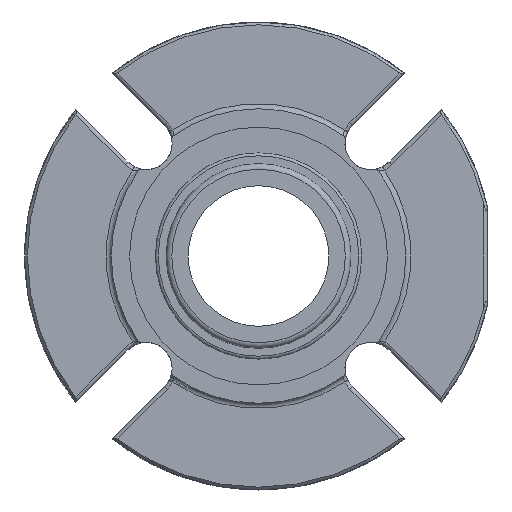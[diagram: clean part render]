
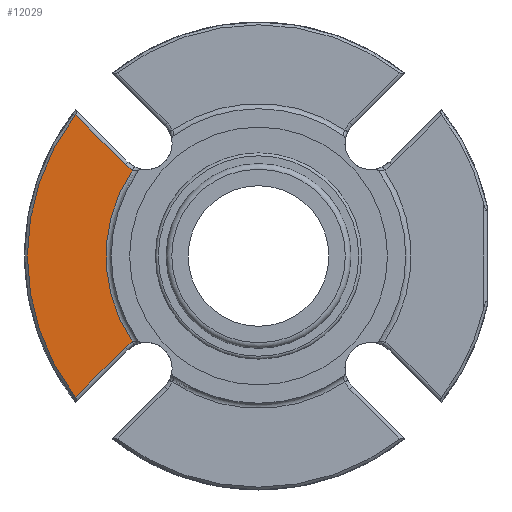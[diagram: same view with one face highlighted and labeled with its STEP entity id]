
A CAD part, left-side view. The second image highlights one B-rep face of the part: STEP entity #12029.
In plain terms, the highlighted planar face has unit normal (-1, 0, 0).
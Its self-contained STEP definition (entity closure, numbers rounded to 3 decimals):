
#562=LINE('',#20191,#1055);
#601=LINE('',#20495,#1094);
#1055=VECTOR('',#14227,1000.);
#1094=VECTOR('',#14396,1000.);
#1694=PLANE('',#12693);
#3450=ORIENTED_EDGE('',*,*,#5022,.T.);
#3451=ORIENTED_EDGE('',*,*,#5016,.F.);
#3452=ORIENTED_EDGE('',*,*,#5122,.T.);
#3453=ORIENTED_EDGE('',*,*,#5123,.T.);
#3454=ORIENTED_EDGE('',*,*,#5124,.T.);
#3455=ORIENTED_EDGE('',*,*,#5125,.T.);
#5016=EDGE_CURVE('',#5988,#5989,#6470,.T.);
#5022=EDGE_CURVE('',#5994,#5989,#562,.F.);
#5122=EDGE_CURVE('',#5988,#6063,#601,.F.);
#5123=EDGE_CURVE('',#6063,#6064,#6508,.F.);
#5124=EDGE_CURVE('',#6064,#6065,#6509,.F.);
#5125=EDGE_CURVE('',#6065,#5994,#6510,.F.);
#5988=VERTEX_POINT('',#20168);
#5989=VERTEX_POINT('',#20169);
#5994=VERTEX_POINT('',#20192);
#6063=VERTEX_POINT('',#20494);
#6064=VERTEX_POINT('',#20498);
#6065=VERTEX_POINT('',#20500);
#6470=CIRCLE('',#12625,62.611);
#6508=CIRCLE('',#12694,8.);
#6509=CIRCLE('',#12695,41.3);
#6510=CIRCLE('',#12696,8.);
#7040=EDGE_LOOP('',(#3450,#3451,#3452,#3453,#3454,#3455));
#7657=FACE_BOUND('',#7040,.T.);
#12029=ADVANCED_FACE('',(#7657),#1694,.T.);
#12625=AXIS2_PLACEMENT_3D('',#20167,#14220,#14221);
#12693=AXIS2_PLACEMENT_3D('',#20496,#14397,#14398);
#12694=AXIS2_PLACEMENT_3D('',#20497,#14399,#14400);
#12695=AXIS2_PLACEMENT_3D('',#20499,#14401,#14402);
#12696=AXIS2_PLACEMENT_3D('',#20501,#14403,#14404);
#14220=DIRECTION('',(1.,0.,0.));
#14221=DIRECTION('',(0.,0.,1.));
#14227=DIRECTION('',(0.,-0.707,-0.707));
#14396=DIRECTION('',(0.,0.707,-0.707));
#14397=DIRECTION('',(-1.,0.,0.));
#14398=DIRECTION('',(0.,-1.,0.));
#14399=DIRECTION('',(-1.,0.,0.));
#14400=DIRECTION('',(0.,-1.,0.));
#14401=DIRECTION('',(-1.,0.,0.));
#14402=DIRECTION('',(0.,-1.,0.));
#14403=DIRECTION('',(-1.,0.,0.));
#14404=DIRECTION('',(0.,-1.,0.));
#20167=CARTESIAN_POINT('',(1.016,0.,0.));
#20168=CARTESIAN_POINT('',(1.016,49.567,-38.253));
#20169=CARTESIAN_POINT('',(1.016,49.567,38.253));
#20191=CARTESIAN_POINT('',(1.016,50.996,39.682));
#20192=CARTESIAN_POINT('',(1.016,36.062,24.749));
#20494=CARTESIAN_POINT('',(1.016,36.062,-24.749));
#20495=CARTESIAN_POINT('',(1.016,36.062,-24.749));
#20496=CARTESIAN_POINT('',(1.016,39.8,0.));
#20497=CARTESIAN_POINT('',(1.016,30.406,-30.406));
#20498=CARTESIAN_POINT('',(1.016,34.095,-23.307));
#20499=CARTESIAN_POINT('',(1.016,0.,0.));
#20500=CARTESIAN_POINT('',(1.016,34.095,23.307));
#20501=CARTESIAN_POINT('',(1.016,30.406,30.406));
